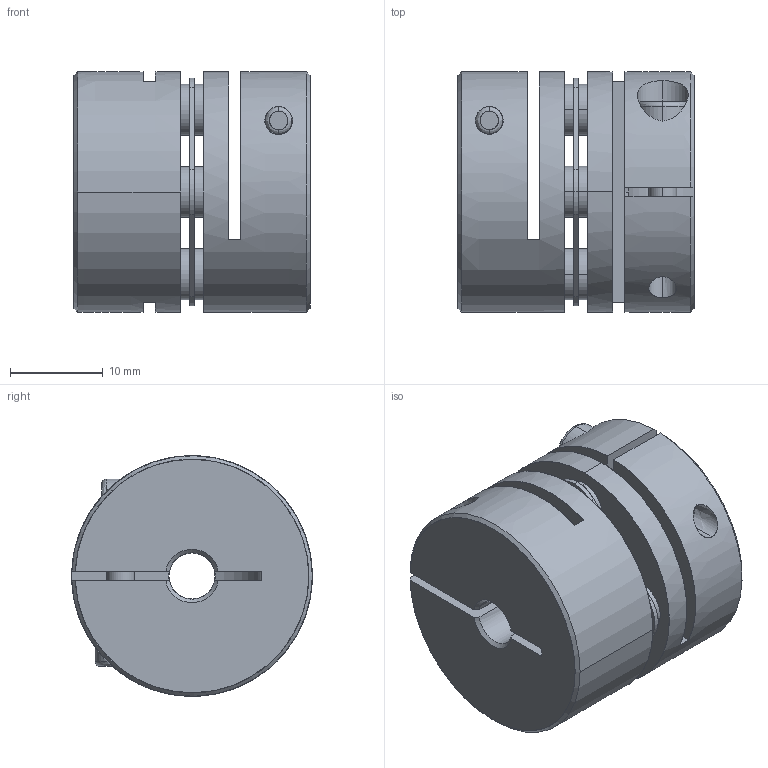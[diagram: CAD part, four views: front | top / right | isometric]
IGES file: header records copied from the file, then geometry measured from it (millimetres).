
Start section: SolidWorks IGES file using analytic representation for surfaces
Global section: file name: CL18-C26.igs; native system: SolidWorks 2010; preprocessor: SolidWorks 2010; author: Josh; date: 110810.013103; units: millimetre
Bounding box: 25.5 x 26 x 26 mm (x, y, z)
Surface area: 7427.6 mm2 (no closed solid volume)
Topology: 0 solids, 0 shells, 121 faces, 2392 edges, 2392 vertices
Faces by surface type: revolution 63, bspline 58
